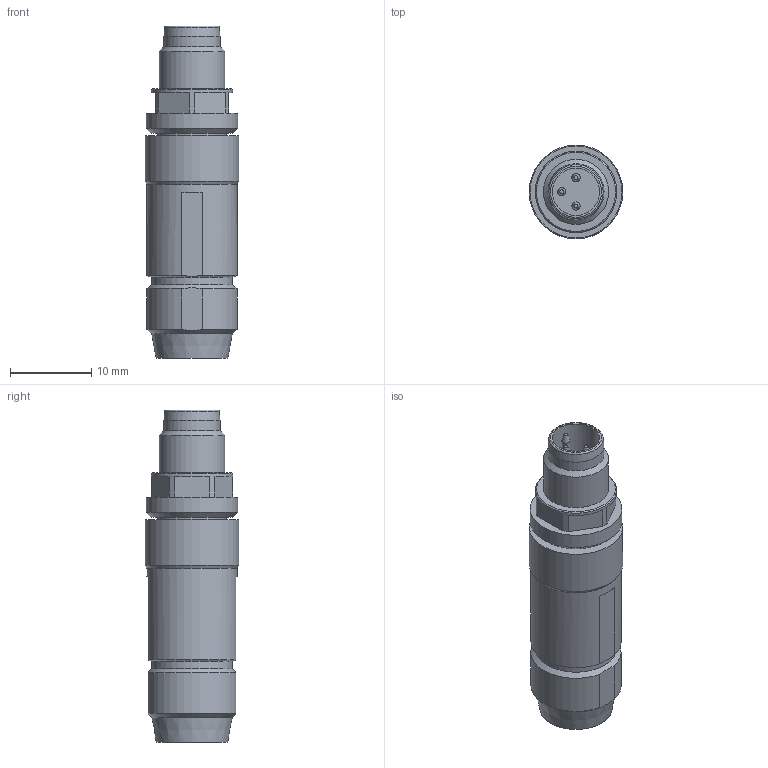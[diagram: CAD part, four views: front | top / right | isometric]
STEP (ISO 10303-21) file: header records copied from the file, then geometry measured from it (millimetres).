
FILE_DESCRIPTION(/* description */ ('STEP AP214'),/* implementation_level */ '2;1');
FILE_NAME(/* name */ '564945_NECU-S-M8G3-HX-Q3',/* time_stamp */ '2024-09-12T21:35:32+02:00',/* author */ ('License CC BY-ND 4.0'),/* organization */ ('CADENAS'),/* preprocessor_version */ 'ST-DEVELOPER v19.3',/* originating_system */ 'PARTsolutions',/* authorisation */ ' ');
FILE_SCHEMA (('CONFIG_CONTROL_DESIGN','AUTOMOTIVE_DESIGN {1 0 10303 214 3 1 1}'));
Length unit declared in the file: millimetre
Products named in the file (1): 564945 NECU-S-M8G3-HX-Q3
Bounding box: 11.5 x 11.5 x 40.8 mm (x, y, z)
Volume: 3211.5 mm3; surface area: 1780.3 mm2
Topology: 1 solids, 1 shells, 60 faces, 129 edges, 81 vertices
Faces by surface type: plane 30, cylinder 16, cone 12, torus 2
Full cylindrical faces by diameter (mm): 1 x3, 2.3 x1, 5.6 x1, 5.8 x1, 6.9 x1, 8 x1, 8.4 x1, 9.9 x1, 10 x1, 11.1 x1, 11.3 x1, 11.5 x1
Entity records: 1894 total; most frequent: DIRECTION 268, CARTESIAN_POINT 251, ORIENTED_EDGE 192, AXIS2_PLACEMENT_3D 117, EDGE_LOOP 98, FACE_BOUND 98, EDGE_CURVE 96, VERTEX_POINT 76
